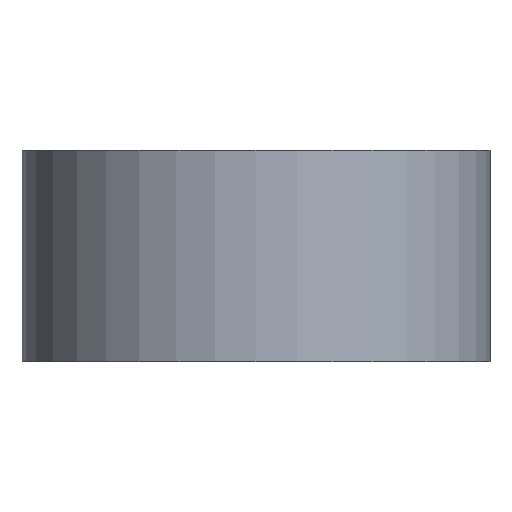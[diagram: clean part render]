
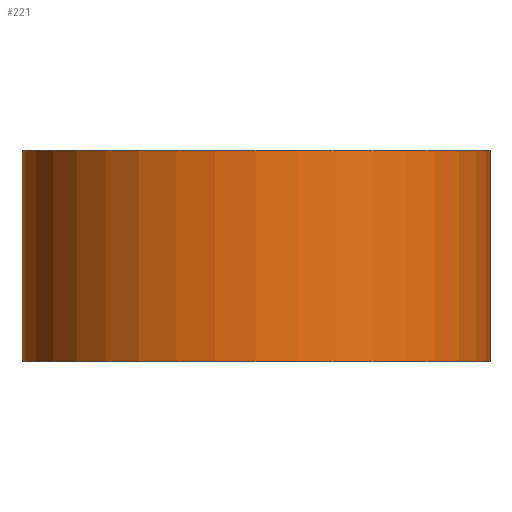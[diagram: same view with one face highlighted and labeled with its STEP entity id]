
A CAD part, front view. The second image highlights one B-rep face of the part: STEP entity #221.
In plain terms, the highlighted cylindrical face has radius 21.057 mm (diameter 42.113 mm), a partial arc.
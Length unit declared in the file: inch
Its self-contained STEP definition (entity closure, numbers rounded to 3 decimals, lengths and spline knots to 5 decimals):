
#4 = DIRECTION ( 'NONE',  ( 0., 0., -1. ) ) ;
#9 = DIRECTION ( 'NONE',  ( 0., 0., -1. ) ) ;
#14 = CARTESIAN_POINT ( 'NONE',  ( 0.781, -2.062, -0.375 ) ) ;
#18 = DIRECTION ( 'NONE',  ( 1., 0., 0. ) ) ;
#27 = CARTESIAN_POINT ( 'NONE',  ( 0.781, -1.233, -0.375 ) ) ;
#36 = DIRECTION ( 'NONE',  ( 0., 0., -1. ) ) ;
#44 = EDGE_CURVE ( 'NONE', #246, #454, #125, .T. ) ;
#58 = CIRCLE ( 'NONE', #291, 0.829 ) ;
#63 = AXIS2_PLACEMENT_3D ( 'NONE', #556, #511, #554 ) ;
#64 = FACE_OUTER_BOUND ( 'NONE', #158, .T. ) ;
#66 = EDGE_CURVE ( 'NONE', #274, #155, #58, .T. ) ;
#94 = CARTESIAN_POINT ( 'NONE',  ( -0.048, -2.062, 0.375 ) ) ;
#110 = CARTESIAN_POINT ( 'NONE',  ( 0.781, -1.233, 0.375 ) ) ;
#115 = CARTESIAN_POINT ( 'NONE',  ( 0.781, -2.062, 0.375 ) ) ;
#125 = CIRCLE ( 'NONE', #356, 0.829 ) ;
#155 = VERTEX_POINT ( 'NONE', #307 ) ;
#158 = EDGE_LOOP ( 'NONE', ( #278, #541, #236, #253 ) ) ;
#209 = DIRECTION ( 'NONE',  ( 1., 0., 0. ) ) ;
#213 = DIRECTION ( 'NONE',  ( 0., 0., -1. ) ) ;
#215 = VECTOR ( 'NONE', #36, 39.37008 ) ;
#221 = ADVANCED_FACE ( 'NONE', ( #64 ), #363, .T. ) ;
#236 = ORIENTED_EDGE ( 'NONE', *, *, #44, .T. ) ;
#246 = VERTEX_POINT ( 'NONE', #247 ) ;
#247 = CARTESIAN_POINT ( 'NONE',  ( 0.781, -1.233, 0.375 ) ) ;
#253 = ORIENTED_EDGE ( 'NONE', *, *, #417, .T. ) ;
#274 = VERTEX_POINT ( 'NONE', #27 ) ;
#278 = ORIENTED_EDGE ( 'NONE', *, *, #66, .F. ) ;
#291 = AXIS2_PLACEMENT_3D ( 'NONE', #14, #9, #18 ) ;
#307 = CARTESIAN_POINT ( 'NONE',  ( -0.048, -2.062, -0.375 ) ) ;
#336 = LINE ( 'NONE', #409, #425 ) ;
#356 = AXIS2_PLACEMENT_3D ( 'NONE', #115, #213, #209 ) ;
#363 = CYLINDRICAL_SURFACE ( 'NONE', #63, 0.829 ) ;
#409 = CARTESIAN_POINT ( 'NONE',  ( -0.048, -2.062, 0.375 ) ) ;
#417 = EDGE_CURVE ( 'NONE', #454, #155, #336, .T. ) ;
#425 = VECTOR ( 'NONE', #4, 39.37008 ) ;
#440 = LINE ( 'NONE', #110, #215 ) ;
#454 = VERTEX_POINT ( 'NONE', #94 ) ;
#457 = EDGE_CURVE ( 'NONE', #246, #274, #440, .T. ) ;
#511 = DIRECTION ( 'NONE',  ( 0., 0., -1. ) ) ;
#541 = ORIENTED_EDGE ( 'NONE', *, *, #457, .F. ) ;
#554 = DIRECTION ( 'NONE',  ( -1., 0., 0. ) ) ;
#556 = CARTESIAN_POINT ( 'NONE',  ( 0.781, -2.062, 0.375 ) ) ;
